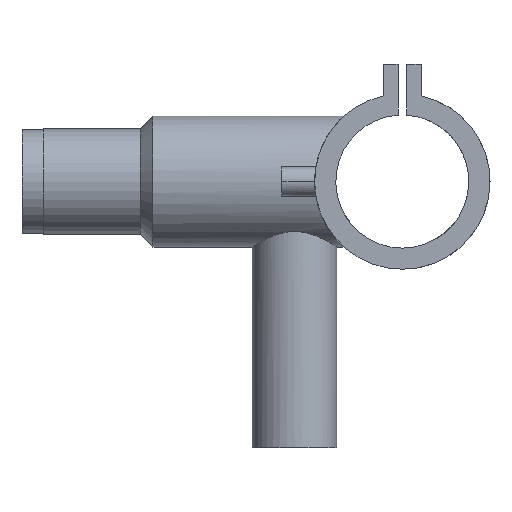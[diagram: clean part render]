
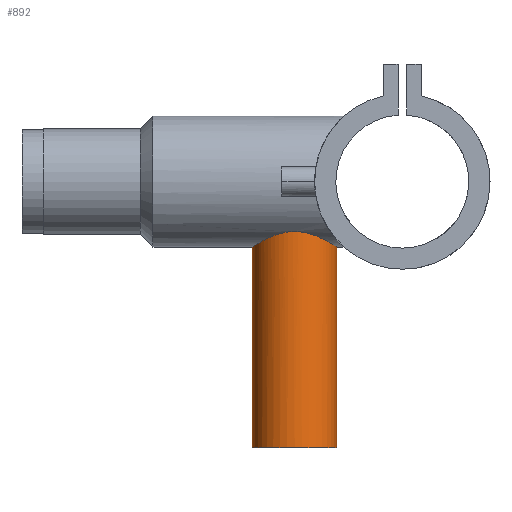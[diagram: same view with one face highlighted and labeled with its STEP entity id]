
A CAD part, left-side view. The second image highlights one B-rep face of the part: STEP entity #892.
In plain terms, the highlighted cylindrical face has radius 20 mm (diameter 40 mm), a partial arc.
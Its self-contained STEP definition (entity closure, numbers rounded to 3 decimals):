
#51 = VERTEX_POINT ( 'NONE', #2551 ) ;
#92 = CARTESIAN_POINT ( 'NONE',  ( 0., 71., -31. ) ) ;
#104 = CARTESIAN_POINT ( 'NONE',  ( -15.856, 63.207, -26.642 ) ) ;
#118 = CARTESIAN_POINT ( 'NONE',  ( -19.866, 48.328, -23.8 ) ) ;
#133 = CARTESIAN_POINT ( 'NONE',  ( -13.274, 35.985, -28.033 ) ) ;
#147 = CARTESIAN_POINT ( 'NONE',  ( -2.357, 31.137, -30.912 ) ) ;
#213 = DIRECTION ( 'NONE',  ( 0., 0., -1. ) ) ;
#238 = B_SPLINE_CURVE_WITH_KNOTS ( 'NONE', 3,
 ( #92, #922, #1729, #2487, #724, #1529, #2307, #528, #1330, #2125, #319, #1130, #1937, #104, #933, #1739, #2499, #739, #1540, #2317, #539, #1340, #2134, #328, #1141, #1949, #118, #948, #1753, #2509, #750, #1552, #2329, #550, #1350, #2145, #348, #1158, #1964, #133, #962, #1766, #2522, #762, #1565, #2343, #571, #1370, #2162, #362, #1171, #1978, #147, #976, #1778, #2536 ),
 .UNSPECIFIED., .F., .F.,
 ( 4, 2, 2, 2, 2, 2, 2, 2, 2, 2, 2, 2, 2, 2, 2, 2, 2, 2, 2, 2, 2, 2, 2, 2, 2, 2, 2, 4 ),
 ( 0., 0.004, 0.006, 0.008, 0.012, 0.016, 0.018, 0.02, 0.024, 0.026, 0.028, 0.03, 0.032, 0.036, 0.037, 0.038, 0.04, 0.042, 0.044, 0.048, 0.052, 0.054, 0.055, 0.056, 0.06, 0.061, 0.062, 0.064 ),
 .UNSPECIFIED. ) ;
#267 = CARTESIAN_POINT ( 'NONE',  ( 0., 71., 0. ) ) ;
#319 = CARTESIAN_POINT ( 'NONE',  ( -13.279, 66.009, -28.03 ) ) ;
#328 = CARTESIAN_POINT ( 'NONE',  ( -19.964, 52.381, -23.716 ) ) ;
#348 = CARTESIAN_POINT ( 'NONE',  ( -16.95, 40.366, -25.959 ) ) ;
#362 = CARTESIAN_POINT ( 'NONE',  ( -3.697, 31.342, -30.78 ) ) ;
#399 = VERTEX_POINT ( 'NONE', #578 ) ;
#422 = FACE_OUTER_BOUND ( 'NONE', #1508, .T. ) ;
#436 = VECTOR ( 'NONE', #1080, 1000. ) ;
#451 = CARTESIAN_POINT ( 'NONE',  ( 0., 51., -126. ) ) ;
#495 = ORIENTED_EDGE ( 'NONE', *, *, #2201, .T. ) ;
#528 = CARTESIAN_POINT ( 'NONE',  ( -9.018, 68.899, -29.685 ) ) ;
#539 = CARTESIAN_POINT ( 'NONE',  ( -19.455, 55.685, -24.136 ) ) ;
#550 = CARTESIAN_POINT ( 'NONE',  ( -18.179, 42.637, -25.112 ) ) ;
#571 = CARTESIAN_POINT ( 'NONE',  ( -8.123, 32.721, -29.918 ) ) ;
#578 = CARTESIAN_POINT ( 'NONE',  ( 0., 31., -31. ) ) ;
#650 = LINE ( 'NONE', #1452, #686 ) ;
#686 = VECTOR ( 'NONE', #2240, 1000. ) ;
#724 = CARTESIAN_POINT ( 'NONE',  ( -5.308, 70.294, -30.549 ) ) ;
#739 = CARTESIAN_POINT ( 'NONE',  ( -18.667, 58.21, -24.752 ) ) ;
#750 = CARTESIAN_POINT ( 'NONE',  ( -19.201, 45.393, -24.338 ) ) ;
#762 = CARTESIAN_POINT ( 'NONE',  ( -9.307, 33.295, -29.571 ) ) ;
#892 = ADVANCED_FACE ( 'NONE', ( #422 ), #1225, .T. ) ;
#922 = CARTESIAN_POINT ( 'NONE',  ( -1.365, 71., -31. ) ) ;
#933 = CARTESIAN_POINT ( 'NONE',  ( -16.238, 62.694, -26.411 ) ) ;
#948 = CARTESIAN_POINT ( 'NONE',  ( -19.532, 46.687, -24.073 ) ) ;
#962 = CARTESIAN_POINT ( 'NONE',  ( -12.296, 35.174, -28.48 ) ) ;
#976 = CARTESIAN_POINT ( 'NONE',  ( -1.346, 31.034, -30.978 ) ) ;
#1037 = DIRECTION ( 'NONE',  ( 0., 1., 0. ) ) ;
#1058 = EDGE_CURVE ( 'NONE', #1930, #399, #238, .T. ) ;
#1070 = AXIS2_PLACEMENT_3D ( 'NONE', #2032, #213, #1037 ) ;
#1080 = DIRECTION ( 'NONE',  ( 0., 0., -1. ) ) ;
#1130 = CARTESIAN_POINT ( 'NONE',  ( -14.62, 64.662, -27.341 ) ) ;
#1141 = CARTESIAN_POINT ( 'NONE',  ( -19.999, 51.696, -23.686 ) ) ;
#1158 = CARTESIAN_POINT ( 'NONE',  ( -15.885, 38.781, -26.634 ) ) ;
#1171 = CARTESIAN_POINT ( 'NONE',  ( -3.366, 31.282, -30.819 ) ) ;
#1191 = AXIS2_PLACEMENT_3D ( 'NONE', #451, #1250, #2052 ) ;
#1225 = CYLINDRICAL_SURFACE ( 'NONE', #1070, 20. ) ;
#1250 = DIRECTION ( 'NONE',  ( 0., 0., -1. ) ) ;
#1330 = CARTESIAN_POINT ( 'NONE',  ( -10.156, 68.278, -29.312 ) ) ;
#1340 = CARTESIAN_POINT ( 'NONE',  ( -19.723, 54.382, -23.917 ) ) ;
#1350 = CARTESIAN_POINT ( 'NONE',  ( -17.898, 42.051, -25.314 ) ) ;
#1370 = CARTESIAN_POINT ( 'NONE',  ( -6.603, 32.075, -30.315 ) ) ;
#1408 = EDGE_CURVE ( 'NONE', #399, #51, #650, .T. ) ;
#1452 = CARTESIAN_POINT ( 'NONE',  ( 0., 31., 0. ) ) ;
#1508 = EDGE_LOOP ( 'NONE', ( #2425, #2157, #495, #2022 ) ) ;
#1529 = CARTESIAN_POINT ( 'NONE',  ( -6.588, 69.896, -30.299 ) ) ;
#1540 = CARTESIAN_POINT ( 'NONE',  ( -18.893, 57.594, -24.578 ) ) ;
#1552 = CARTESIAN_POINT ( 'NONE',  ( -18.908, 44.448, -24.567 ) ) ;
#1565 = CARTESIAN_POINT ( 'NONE',  ( -9.017, 33.145, -29.661 ) ) ;
#1729 = CARTESIAN_POINT ( 'NONE',  ( -2.7, 70.862, -30.91 ) ) ;
#1739 = CARTESIAN_POINT ( 'NONE',  ( -17.302, 61.113, -25.736 ) ) ;
#1753 = CARTESIAN_POINT ( 'NONE',  ( -19.457, 46.358, -24.134 ) ) ;
#1766 = CARTESIAN_POINT ( 'NONE',  ( -10.71, 34.097, -29.097 ) ) ;
#1778 = CARTESIAN_POINT ( 'NONE',  ( -0.673, 31., -31. ) ) ;
#1930 = VERTEX_POINT ( 'NONE', #2181 ) ;
#1937 = CARTESIAN_POINT ( 'NONE',  ( -15.046, 64.192, -27.108 ) ) ;
#1949 = CARTESIAN_POINT ( 'NONE',  ( -20.001, 49.662, -23.684 ) ) ;
#1964 = CARTESIAN_POINT ( 'NONE',  ( -15.081, 37.801, -27.103 ) ) ;
#1978 = CARTESIAN_POINT ( 'NONE',  ( -2.696, 31.18, -30.884 ) ) ;
#2022 = ORIENTED_EDGE ( 'NONE', *, *, #2393, .F. ) ;
#2032 = CARTESIAN_POINT ( 'NONE',  ( 0., 51., 0. ) ) ;
#2052 = DIRECTION ( 'NONE',  ( 0., 1., 0. ) ) ;
#2076 = LINE ( 'NONE', #267, #436 ) ;
#2125 = CARTESIAN_POINT ( 'NONE',  ( -12.301, 66.823, -28.478 ) ) ;
#2134 = CARTESIAN_POINT ( 'NONE',  ( -19.825, 53.722, -23.832 ) ) ;
#2145 = CARTESIAN_POINT ( 'NONE',  ( -17.282, 40.913, -25.738 ) ) ;
#2157 = ORIENTED_EDGE ( 'NONE', *, *, #1058, .F. ) ;
#2162 = CARTESIAN_POINT ( 'NONE',  ( -5.34, 31.679, -30.565 ) ) ;
#2181 = CARTESIAN_POINT ( 'NONE',  ( 0., 71., -31. ) ) ;
#2201 = EDGE_CURVE ( 'NONE', #1930, #2517, #2076, .T. ) ;
#2240 = DIRECTION ( 'NONE',  ( 0., 0., -1. ) ) ;
#2304 = CIRCLE ( 'NONE', #1191, 20. ) ;
#2307 = CARTESIAN_POINT ( 'NONE',  ( -7.208, 69.667, -30.157 ) ) ;
#2317 = CARTESIAN_POINT ( 'NONE',  ( -19.289, 56.327, -24.269 ) ) ;
#2329 = CARTESIAN_POINT ( 'NONE',  ( -18.684, 43.835, -24.739 ) ) ;
#2343 = CARTESIAN_POINT ( 'NONE',  ( -8.425, 32.858, -29.835 ) ) ;
#2393 = EDGE_CURVE ( 'NONE', #51, #2517, #2304, .T. ) ;
#2425 = ORIENTED_EDGE ( 'NONE', *, *, #1408, .F. ) ;
#2449 = CARTESIAN_POINT ( 'NONE',  ( 0., 71., -126. ) ) ;
#2487 = CARTESIAN_POINT ( 'NONE',  ( -4.661, 70.461, -30.655 ) ) ;
#2499 = CARTESIAN_POINT ( 'NONE',  ( -17.909, 59.996, -25.311 ) ) ;
#2509 = CARTESIAN_POINT ( 'NONE',  ( -19.291, 45.712, -24.266 ) ) ;
#2517 = VERTEX_POINT ( 'NONE', #2449 ) ;
#2522 = CARTESIAN_POINT ( 'NONE',  ( -10.162, 33.762, -29.293 ) ) ;
#2536 = CARTESIAN_POINT ( 'NONE',  ( 0., 31., -31. ) ) ;
#2551 = CARTESIAN_POINT ( 'NONE',  ( 0., 31., -126. ) ) ;
